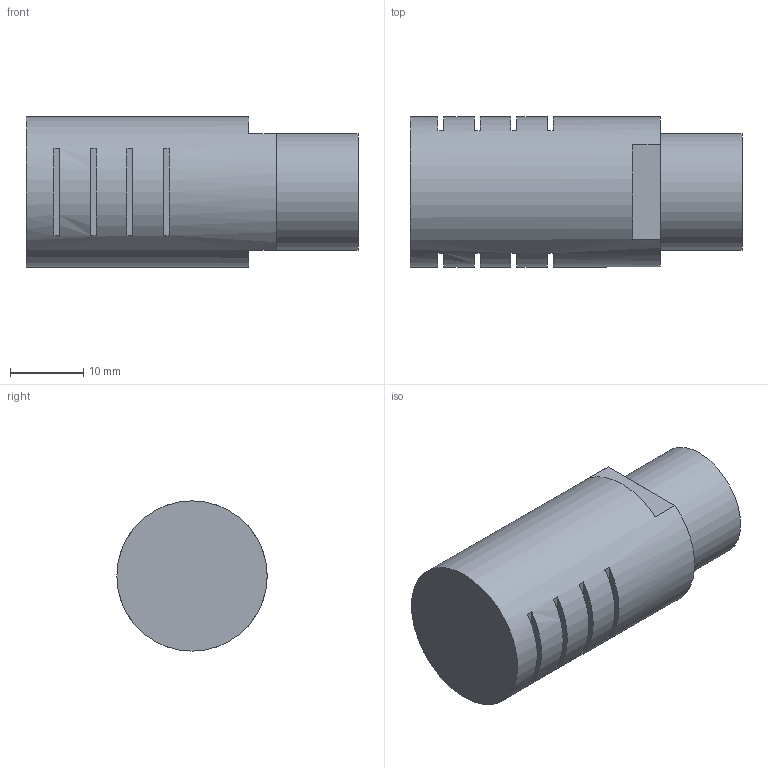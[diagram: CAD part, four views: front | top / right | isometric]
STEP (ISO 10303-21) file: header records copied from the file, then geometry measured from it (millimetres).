
FILE_DESCRIPTION(/* description */ (''),/* implementation_level */ '2;1');
FILE_NAME(/* name */ '3903 3D.stp',/* time_stamp */ '2015-10-23T11:12:55-04:00',/* author */ ('dave woerner'),/* organization */ (''),/* preprocessor_version */ 'ST-DEVELOPER v15.2',/* originating_system */ 'Autodesk Inventor 2014',/* authorisation */ '');
FILE_SCHEMA (('AUTOMOTIVE_DESIGN { 1 0 10303 214 3 1 1 }'));
Length unit declared in the file: inch
Products named in the file (1): 3903 3D
Bounding box: 45.47 x 20.57 x 20.57 mm (x, y, z)
Volume: 11623.1 mm3; surface area: 4204.9 mm2
Topology: 1 solids, 1 shells, 36 faces, 87 edges, 57 vertices
Faces by surface type: plane 32, cylinder 3, cone 1
Full cylindrical faces by diameter (mm): 12.7 x1, 16.002 x1, 20.574 x1
Entity records: 944 total; most frequent: DIRECTION 168, CARTESIAN_POINT 151, ORIENTED_EDGE 136, EDGE_CURVE 68, AXIS2_PLACEMENT_3D 63, EDGE_LOOP 48, VERTEX_POINT 46, LINE 42
